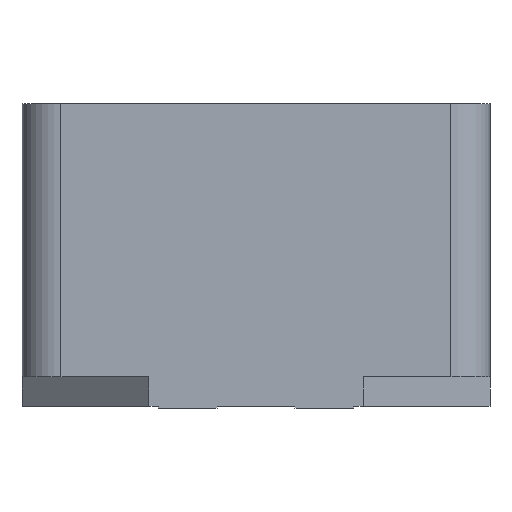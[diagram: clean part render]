
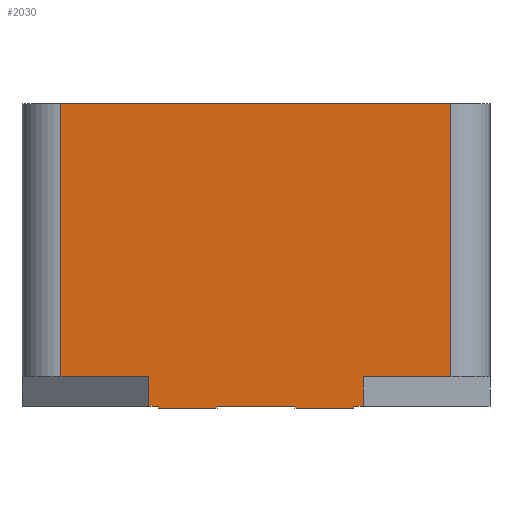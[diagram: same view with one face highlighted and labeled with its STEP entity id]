
A CAD part, front view. The second image highlights one B-rep face of the part: STEP entity #2030.
In plain terms, the highlighted planar face has unit normal (0, -1, 0).
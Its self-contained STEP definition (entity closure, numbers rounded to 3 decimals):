
#106=PLANE('',#2133);
#162=LINE('',#3226,#297);
#167=LINE('',#3238,#302);
#170=LINE('',#3244,#305);
#187=LINE('',#3290,#322);
#196=LINE('',#3324,#331);
#201=LINE('',#3334,#336);
#203=LINE('',#3338,#338);
#209=LINE('',#3350,#344);
#210=LINE('',#3352,#345);
#211=LINE('',#3354,#346);
#212=LINE('',#3356,#347);
#213=LINE('',#3358,#348);
#214=LINE('',#3360,#349);
#215=LINE('',#3361,#350);
#216=LINE('',#3362,#351);
#217=LINE('',#3364,#352);
#297=VECTOR('',#2287,1000.);
#302=VECTOR('',#2294,1000.);
#305=VECTOR('',#2299,1000.);
#322=VECTOR('',#2334,1000.);
#331=VECTOR('',#2377,1000.);
#336=VECTOR('',#2386,1000.);
#338=VECTOR('',#2390,1000.);
#344=VECTOR('',#2400,1000.);
#345=VECTOR('',#2403,1000.);
#346=VECTOR('',#2404,1000.);
#347=VECTOR('',#2405,1000.);
#348=VECTOR('',#2406,1000.);
#349=VECTOR('',#2407,1000.);
#350=VECTOR('',#2408,1000.);
#351=VECTOR('',#2409,1000.);
#352=VECTOR('',#2410,1000.);
#646=ORIENTED_EDGE('',*,*,#944,.T.);
#647=ORIENTED_EDGE('',*,*,#945,.T.);
#648=ORIENTED_EDGE('',*,*,#946,.F.);
#649=ORIENTED_EDGE('',*,*,#947,.T.);
#650=ORIENTED_EDGE('',*,*,#948,.F.);
#651=ORIENTED_EDGE('',*,*,#930,.T.);
#652=ORIENTED_EDGE('',*,*,#889,.F.);
#653=ORIENTED_EDGE('',*,*,#935,.T.);
#654=ORIENTED_EDGE('',*,*,#949,.F.);
#655=ORIENTED_EDGE('',*,*,#937,.F.);
#656=ORIENTED_EDGE('',*,*,#884,.T.);
#657=ORIENTED_EDGE('',*,*,#943,.F.);
#658=ORIENTED_EDGE('',*,*,#950,.F.);
#659=ORIENTED_EDGE('',*,*,#951,.F.);
#660=ORIENTED_EDGE('',*,*,#892,.F.);
#661=ORIENTED_EDGE('',*,*,#913,.T.);
#884=EDGE_CURVE('',#1063,#1064,#162,.T.);
#889=EDGE_CURVE('',#1067,#1069,#167,.T.);
#892=EDGE_CURVE('',#1071,#1072,#170,.T.);
#913=EDGE_CURVE('',#1071,#1090,#187,.T.);
#930=EDGE_CURVE('',#1099,#1069,#196,.T.);
#935=EDGE_CURVE('',#1067,#1102,#201,.T.);
#937=EDGE_CURVE('',#1063,#1103,#203,.T.);
#943=EDGE_CURVE('',#1106,#1064,#209,.T.);
#944=EDGE_CURVE('',#1090,#1107,#210,.T.);
#945=EDGE_CURVE('',#1107,#1108,#211,.F.);
#946=EDGE_CURVE('',#1109,#1108,#212,.T.);
#947=EDGE_CURVE('',#1109,#1110,#213,.T.);
#948=EDGE_CURVE('',#1099,#1110,#214,.T.);
#949=EDGE_CURVE('',#1103,#1102,#215,.T.);
#950=EDGE_CURVE('',#1111,#1106,#216,.T.);
#951=EDGE_CURVE('',#1072,#1111,#217,.T.);
#1063=VERTEX_POINT('',#3227);
#1064=VERTEX_POINT('',#3228);
#1067=VERTEX_POINT('',#3236);
#1069=VERTEX_POINT('',#3239);
#1071=VERTEX_POINT('',#3245);
#1072=VERTEX_POINT('',#3246);
#1090=VERTEX_POINT('',#3289);
#1099=VERTEX_POINT('',#3325);
#1102=VERTEX_POINT('',#3335);
#1103=VERTEX_POINT('',#3339);
#1106=VERTEX_POINT('',#3349);
#1107=VERTEX_POINT('',#3353);
#1108=VERTEX_POINT('',#3355);
#1109=VERTEX_POINT('',#3357);
#1110=VERTEX_POINT('',#3359);
#1111=VERTEX_POINT('',#3363);
#1245=EDGE_LOOP('',(#646,#647,#648,#649,#650,#651,#652,#653,#654,#655,#656,
#657,#658,#659,#660,#661));
#1346=FACE_BOUND('',#1245,.T.);
#2030=ADVANCED_FACE('',(#1346),#106,.F.);
#2133=AXIS2_PLACEMENT_3D('',#3351,#2401,#2402);
#2287=DIRECTION('',(1.,0.,0.));
#2294=DIRECTION('',(-1.,0.,0.));
#2299=DIRECTION('',(-1.,0.,0.));
#2334=DIRECTION('',(0.,0.,1.));
#2377=DIRECTION('',(0.,0.,-1.));
#2386=DIRECTION('',(0.,0.,1.));
#2390=DIRECTION('',(0.,0.,1.));
#2400=DIRECTION('',(0.,0.,-1.));
#2401=DIRECTION('',(0.,1.,0.));
#2402=DIRECTION('',(-1.,0.,0.));
#2403=DIRECTION('',(-1.,0.,0.));
#2404=DIRECTION('',(0.,0.,1.));
#2405=DIRECTION('',(-1.,0.,0.));
#2406=DIRECTION('',(0.,0.,-1.));
#2407=DIRECTION('',(-1.,0.,0.));
#2408=DIRECTION('',(-1.,0.,0.));
#2409=DIRECTION('',(-1.,0.,0.));
#2410=DIRECTION('',(0.,0.,-1.));
#3226=CARTESIAN_POINT('',(0.,-6.,-7.8));
#3227=CARTESIAN_POINT('',(1.,-6.,-7.8));
#3228=CARTESIAN_POINT('',(2.5,-6.,-7.8));
#3236=CARTESIAN_POINT('',(-1.,-6.,-7.8));
#3238=CARTESIAN_POINT('',(0.,-6.,-7.8));
#3239=CARTESIAN_POINT('',(-2.5,-6.,-7.8));
#3244=CARTESIAN_POINT('',(5.25,-6.,-7.));
#3245=CARTESIAN_POINT('',(5.,-6.,-7.));
#3246=CARTESIAN_POINT('',(2.75,-6.,-7.));
#3289=CARTESIAN_POINT('',(5.,-6.,0.));
#3290=CARTESIAN_POINT('',(5.,-6.,-8.));
#3324=CARTESIAN_POINT('',(-2.5,-6.,-8.05));
#3325=CARTESIAN_POINT('',(-2.5,-6.,-7.75));
#3334=CARTESIAN_POINT('',(-1.,-6.,-8.05));
#3335=CARTESIAN_POINT('',(-1.,-6.,-7.75));
#3338=CARTESIAN_POINT('',(1.,-6.,-8.05));
#3339=CARTESIAN_POINT('',(1.,-6.,-7.75));
#3349=CARTESIAN_POINT('',(2.5,-6.,-7.75));
#3350=CARTESIAN_POINT('',(2.5,-6.,-8.05));
#3351=CARTESIAN_POINT('',(-5.25,-6.,-8.));
#3352=CARTESIAN_POINT('',(-5.25,-6.,0.));
#3353=CARTESIAN_POINT('',(-5.,-6.,0.));
#3354=CARTESIAN_POINT('',(-5.,-6.,-8.));
#3355=CARTESIAN_POINT('',(-5.,-6.,-7.));
#3356=CARTESIAN_POINT('',(-2.5,-6.,-7.));
#3357=CARTESIAN_POINT('',(-2.75,-6.,-7.));
#3358=CARTESIAN_POINT('',(-2.75,-6.,-8.));
#3359=CARTESIAN_POINT('',(-2.75,-6.,-7.75));
#3360=CARTESIAN_POINT('',(-5.25,-6.,-7.75));
#3361=CARTESIAN_POINT('',(-5.25,-6.,-7.75));
#3362=CARTESIAN_POINT('',(-5.25,-6.,-7.75));
#3363=CARTESIAN_POINT('',(2.75,-6.,-7.75));
#3364=CARTESIAN_POINT('',(2.75,-6.,-7.));
